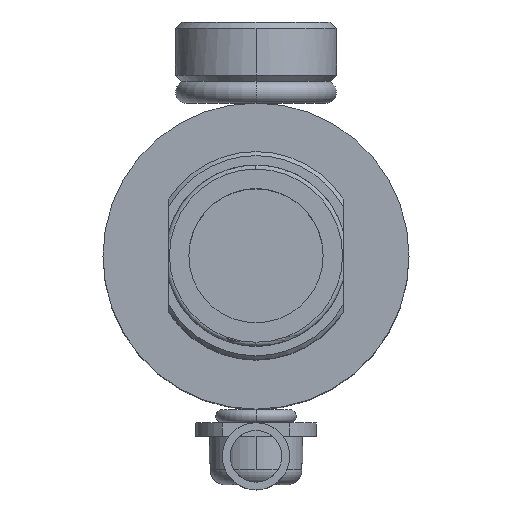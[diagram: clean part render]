
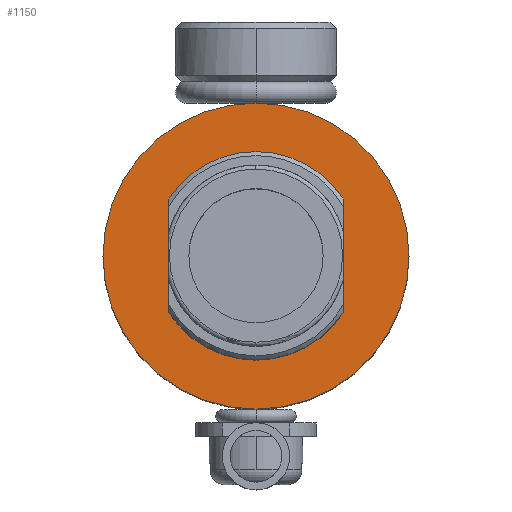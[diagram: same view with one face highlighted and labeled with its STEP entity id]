
A CAD part, top view. The second image highlights one B-rep face of the part: STEP entity #1150.
In plain terms, the highlighted planar face has unit normal (0, 0, 1).
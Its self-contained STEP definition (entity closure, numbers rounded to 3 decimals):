
#504=CARTESIAN_POINT('',(0.,0.,13.8));
#505=DIRECTION('',(0.,0.,-1.));
#506=DIRECTION('',(-1.,0.,0.));
#507=AXIS2_PLACEMENT_3D('',#504,#505,#506);
#509=CARTESIAN_POINT('',(0.,0.,13.8));
#510=DIRECTION('',(0.,0.,-1.));
#511=DIRECTION('',(1.,0.,0.));
#512=AXIS2_PLACEMENT_3D('',#509,#510,#511);
#514=CARTESIAN_POINT('',(0.,0.,13.8));
#515=DIRECTION('',(0.,0.,1.));
#516=DIRECTION('',(0.839,0.545,0.));
#517=AXIS2_PLACEMENT_3D('',#514,#515,#516);
#519=DIRECTION('',(0.,-1.,0.));
#520=VECTOR('',#519,8.441);
#521=CARTESIAN_POINT('',(-6.5,4.22,13.8));
#522=LINE('',#521,#520);
#523=CARTESIAN_POINT('',(0.,0.,13.8));
#524=DIRECTION('',(0.,0.,1.));
#525=DIRECTION('',(-0.839,-0.545,0.));
#526=AXIS2_PLACEMENT_3D('',#523,#524,#525);
#528=DIRECTION('',(0.,1.,0.));
#529=VECTOR('',#528,8.441);
#530=CARTESIAN_POINT('',(6.5,-4.22,13.8));
#531=LINE('',#530,#529);
#835=CARTESIAN_POINT('',(-6.5,-4.22,13.8));
#836=VERTEX_POINT('',#835);
#837=CARTESIAN_POINT('',(-6.5,4.22,13.8));
#838=VERTEX_POINT('',#837);
#846=CARTESIAN_POINT('',(6.5,4.22,13.8));
#847=VERTEX_POINT('',#846);
#848=CARTESIAN_POINT('',(-11.4,0.,13.8));
#849=CARTESIAN_POINT('',(11.4,0.,13.8));
#850=VERTEX_POINT('',#848);
#851=VERTEX_POINT('',#849);
#852=CARTESIAN_POINT('',(6.5,-4.22,13.8));
#853=VERTEX_POINT('',#852);
#1131=CARTESIAN_POINT('',(0.,0.,13.8));
#1132=DIRECTION('',(0.,0.,1.));
#1133=DIRECTION('',(1.,0.,0.));
#1134=AXIS2_PLACEMENT_3D('',#1131,#1132,#1133);
#1135=PLANE('',#1134);
#1137=ORIENTED_EDGE('',*,*,#1136,.T.);
#1139=ORIENTED_EDGE('',*,*,#1138,.T.);
#1140=EDGE_LOOP('',(#1137,#1139));
#1141=FACE_OUTER_BOUND('',#1140,.F.);
#1143=ORIENTED_EDGE('',*,*,#1142,.T.);
#1145=ORIENTED_EDGE('',*,*,#1144,.T.);
#1146=ORIENTED_EDGE('',*,*,#1124,.T.);
#1147=ORIENTED_EDGE('',*,*,#1023,.T.);
#1148=EDGE_LOOP('',(#1143,#1145,#1146,#1147));
#1149=FACE_BOUND('',#1148,.F.);
#508=CIRCLE('',#507,11.4);
#513=CIRCLE('',#512,11.4);
#518=CIRCLE('',#517,7.75);
#527=CIRCLE('',#526,7.75);
#1023=EDGE_CURVE('',#853,#847,#531,.T.);
#1124=EDGE_CURVE('',#836,#853,#527,.T.);
#1136=EDGE_CURVE('',#850,#851,#508,.T.);
#1138=EDGE_CURVE('',#851,#850,#513,.T.);
#1142=EDGE_CURVE('',#847,#838,#518,.T.);
#1144=EDGE_CURVE('',#838,#836,#522,.T.);
#1150=ADVANCED_FACE('',(#1141,#1149),#1135,.T.);
